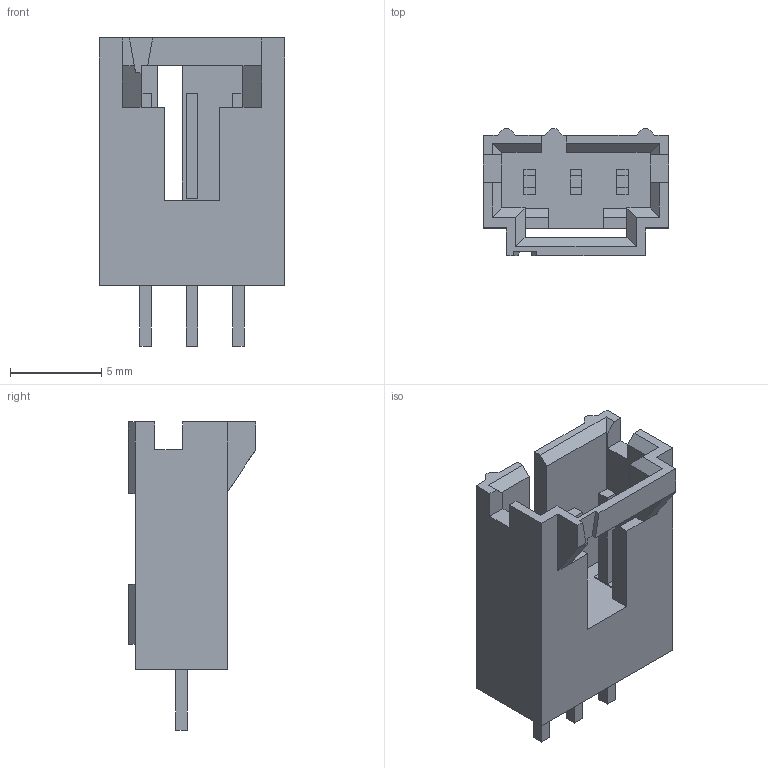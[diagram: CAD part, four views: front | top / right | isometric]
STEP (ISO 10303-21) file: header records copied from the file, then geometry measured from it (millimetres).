
FILE_DESCRIPTION((''),'2;1');
FILE_NAME('TYCO_5-103735-2.stp','2014-06-10T12:50:23',(''),(''),'Mechanical Desktop 2011','Mechanical Desktop 2011',', , ');
FILE_SCHEMA(('AUTOMOTIVE_DESIGN { 1 2 10303 214 1 1 1 1 }'));
Length unit declared in the file: millimetre
Products named in the file (1): Product
Bounding box: 10.16 x 6.99 x 16.89 mm (x, y, z)
Volume: 451.9 mm3; surface area: 774.8 mm2
Topology: 10 solids, 10 shells, 119 faces, 292 edges, 191 vertices
Faces by surface type: plane 89, bspline 30
Entity records: 3472 total; most frequent: CARTESIAN_POINT 693, ORIENTED_EDGE 584, DIRECTION 472, VECTOR 292, LINE 292, EDGE_CURVE 292, VERTEX_POINT 191, EDGE_LOOP 119
